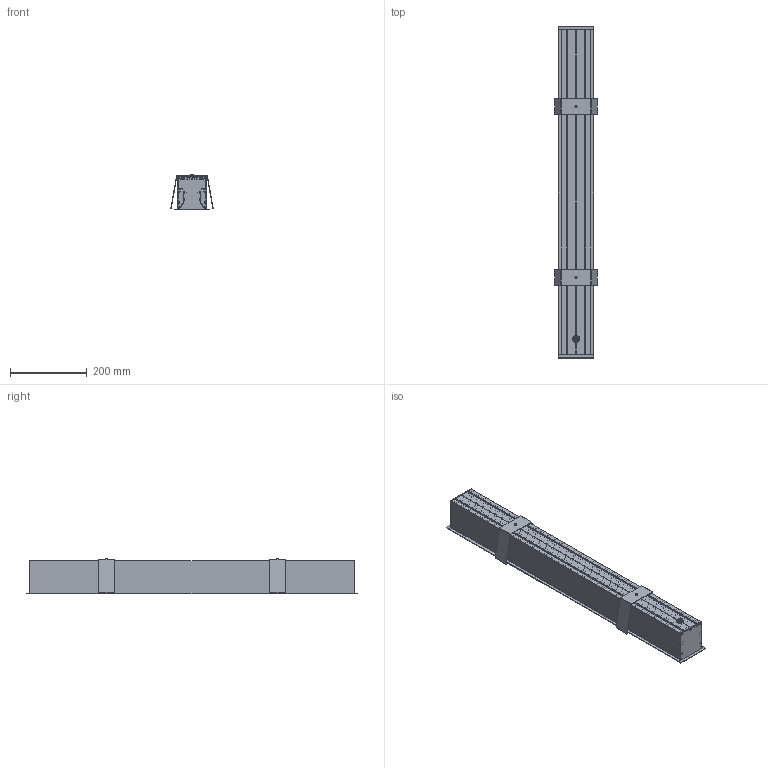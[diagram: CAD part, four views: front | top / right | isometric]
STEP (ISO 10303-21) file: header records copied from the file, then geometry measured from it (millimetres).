
FILE_DESCRIPTION(/* description */ ('This is a sample STEP configuration'),/* implementation_level */ '2;1');
FILE_NAME(/* name */ '728-302033xxxxxx SIMPLE.ipt_Rev_00.1.stp',/* time_stamp */ '2023-04-06T07:29:17+02:00',/* author */ ('powerJobs'),/* organization */ ('coolOrange'),/* preprocessor_version */ 'ST-DEVELOPER v19.2',/* originating_system */ 'Autodesk Inventor 2023',/* authorisation */ '');
FILE_SCHEMA (('AUTOMOTIVE_DESIGN { 1 0 10303 214 3 1 1 }'));
Length unit declared in the file: millimetre
Products named in the file (1): ENG000025934
Bounding box: 110.65 x 866 x 92.5 mm (x, y, z)
Volume: 1130002.7 mm3; surface area: 1279457.5 mm2
Topology: 10 solids, 10 shells, 981 faces, 2843 edges, 1872 vertices
Faces by surface type: plane 546, cylinder 417, cone 18
Full cylindrical faces by diameter (mm): 2.8 x8, 3.2 x5, 4.134 x2, 5.2 x2, 6 x2, 12.7 x1, 15.6 x1, 16 x1, 18.4 x1
Entity records: 34737 total; most frequent: CARTESIAN_POINT 8402, ORIENTED_EDGE 5686, DIRECTION 5437, EDGE_CURVE 2843, VERTEX_POINT 1872, AXIS2_PLACEMENT_3D 1833, LINE 1771, VECTOR 1771
